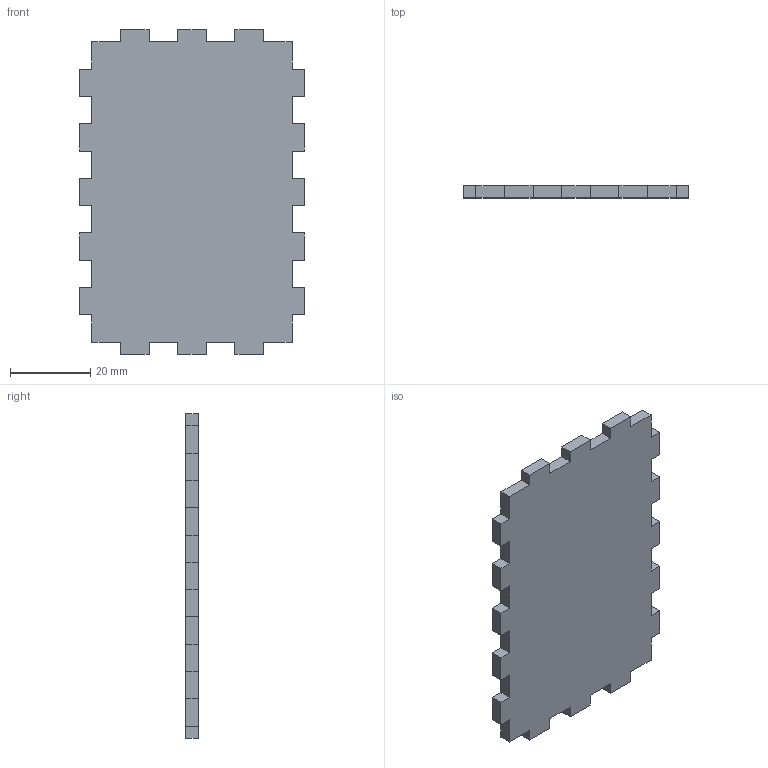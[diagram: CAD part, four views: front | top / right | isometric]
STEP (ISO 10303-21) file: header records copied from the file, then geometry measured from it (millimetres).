
FILE_DESCRIPTION (( 'STEP AP214' ), '1' );
FILE_NAME ('Botton.STEP', '2015-06-28T23:43:34', ( '' ), ( '' ), 'SwSTEP 2.0', 'SolidWorks 2015', '' );
FILE_SCHEMA (( 'AUTOMOTIVE_DESIGN' ));
Length unit declared in the file: millimetre
Products named in the file (1): Botton
Bounding box: 56 x 3 x 81 mm (x, y, z)
Volume: 12249.4 mm3; surface area: 9204.2 mm2
Topology: 1 solids, 1 shells, 70 faces, 204 edges, 136 vertices
Faces by surface type: plane 70
Entity records: 2302 total; most frequent: CARTESIAN_POINT 411, ORIENTED_EDGE 408, DIRECTION 346, EDGE_CURVE 204, VECTOR 204, LINE 204, VERTEX_POINT 136, AXIS2_PLACEMENT_3D 71
